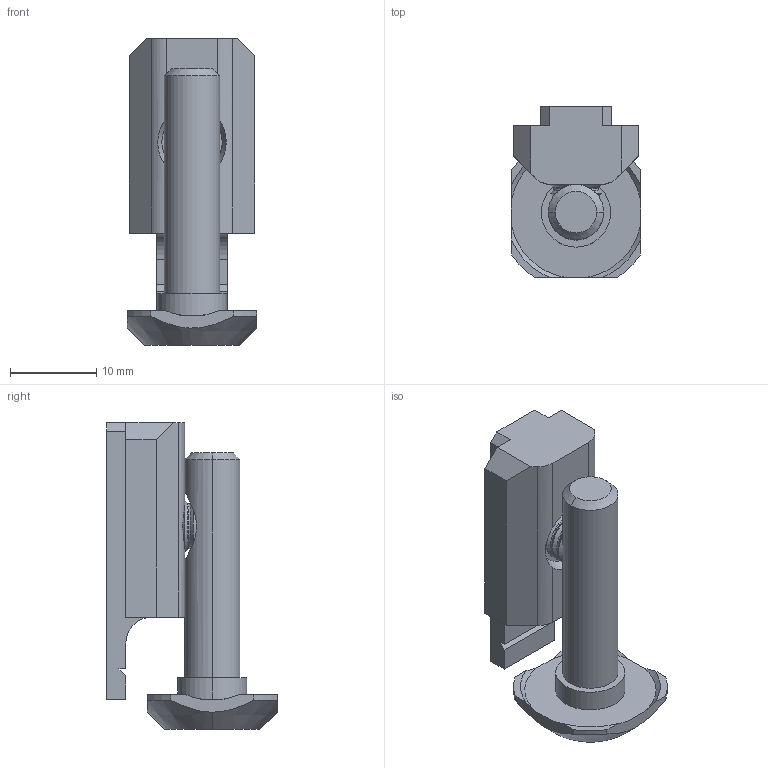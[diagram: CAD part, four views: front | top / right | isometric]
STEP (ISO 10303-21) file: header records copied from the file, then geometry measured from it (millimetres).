
FILE_DESCRIPTION (( 'STEP AP214' ), '1' );
FILE_NAME ('099zv0830.STEP', '2014-08-21T07:05:46', ( '' ), ( '' ), 'SwSTEP 2.0', 'SolidWorks 2014', '' );
FILE_SCHEMA (( 'AUTOMOTIVE_DESIGN' ));
Length unit declared in the file: millimetre
Products named in the file (4): 099zv0830; 099zv0830-1_Standard; 099zv0830-2_Standard; 099zv0830-3_Standard
Assembly tree (3 placements, depth 2):
  099zv0830
    099zv0830-1_Standard
    099zv0830-2_Standard
    099zv0830-3_Standard
Bounding box: 15 x 19.7 x 35.5 mm (x, y, z)
Volume: 4017.5 mm3; surface area: 2897.5 mm2
Topology: 3 solids, 3 shells, 163 faces, 370 edges, 216 vertices
Faces by surface type: cone 56, plane 56, torus 36, cylinder 13, sphere 2
Entity records: 4846 total; most frequent: CARTESIAN_POINT 943, DIRECTION 862, ORIENTED_EDGE 736, EDGE_CURVE 368, AXIS2_PLACEMENT_3D 343, VERTEX_POINT 216, VECTOR 176, LINE 176
